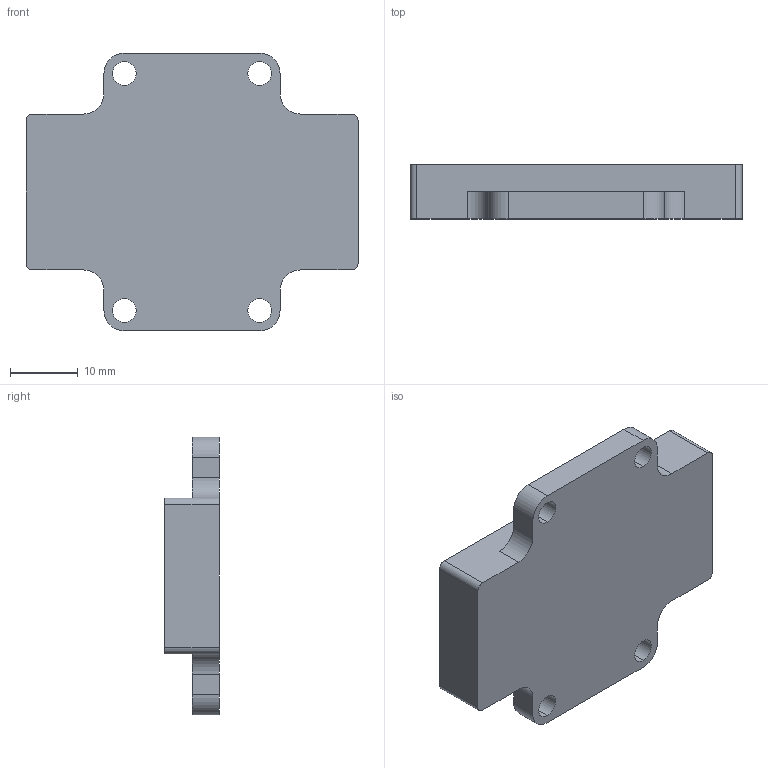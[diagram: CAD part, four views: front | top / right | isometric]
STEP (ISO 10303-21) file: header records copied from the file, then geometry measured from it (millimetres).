
FILE_DESCRIPTION (( 'STEP AP214' ), '1' );
FILE_NAME ('arduino_bracket.STEP', '2024-04-12T10:48:24', ( '' ), ( '' ), 'SwSTEP 2.0', 'SolidWorks 2020', '' );
FILE_SCHEMA (( 'AUTOMOTIVE_DESIGN' ));
Length unit declared in the file: millimetre
Products named in the file (1): arduino_bracket
Bounding box: 49 x 8 x 41 mm (x, y, z)
Volume: 5714.3 mm3; surface area: 5290.3 mm2
Topology: 1 solids, 1 shells, 84 faces, 234 edges, 156 vertices
Faces by surface type: cylinder 48, plane 36
Entity records: 2784 total; most frequent: DIRECTION 500, CARTESIAN_POINT 475, ORIENTED_EDGE 468, EDGE_CURVE 234, AXIS2_PLACEMENT_3D 181, VERTEX_POINT 156, LINE 138, VECTOR 138
